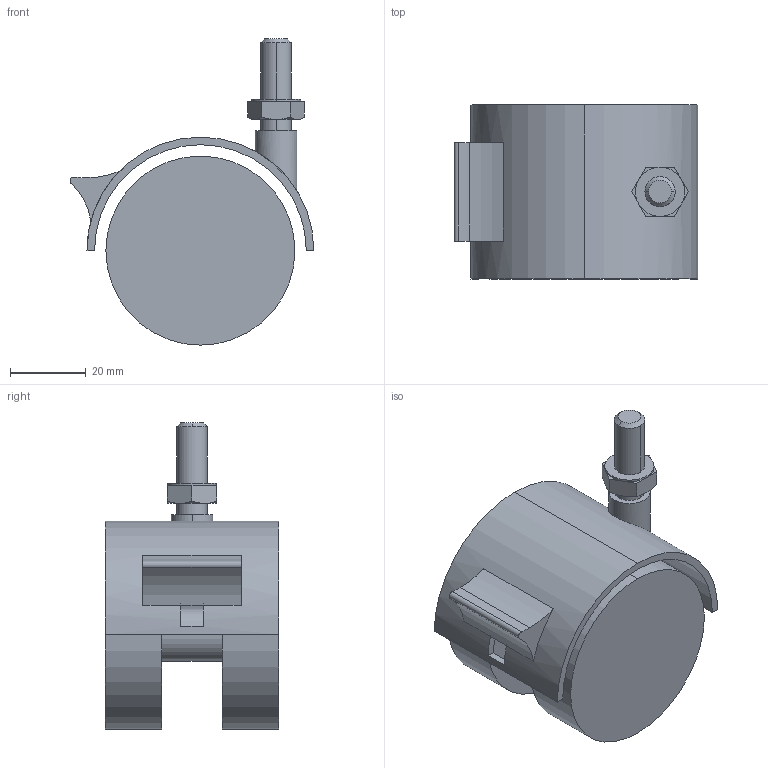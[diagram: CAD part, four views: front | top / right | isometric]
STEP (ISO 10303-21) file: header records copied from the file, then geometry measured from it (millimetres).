
FILE_DESCRIPTION (( 'STEP AP203' ), '1' );
FILE_NAME ('SF2100S.STEP', '2008-10-03T17:11:58', ( ' ' ), ( ' ' ), 'SwSTEP 2.0', 'SolidWorks 2008', '' );
FILE_SCHEMA (( 'CONFIG_CONTROL_DESIGN' ));
Length unit declared in the file: millimetre
Products named in the file (1): SF2100S
Bounding box: 64.46 x 46 x 81 mm (x, y, z)
Volume: 73810.3 mm3; surface area: 23468 mm2
Topology: 2 solids, 2 shells, 61 faces, 137 edges, 86 vertices
Faces by surface type: plane 30, cylinder 23, cone 8
Entity records: 1872 total; most frequent: CARTESIAN_POINT 399, DIRECTION 311, ORIENTED_EDGE 274, EDGE_CURVE 137, AXIS2_PLACEMENT_3D 126, VERTEX_POINT 86, EDGE_LOOP 69, CIRCLE 64
